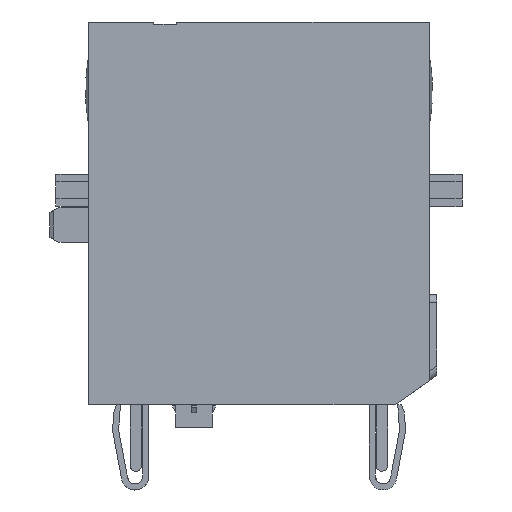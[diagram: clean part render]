
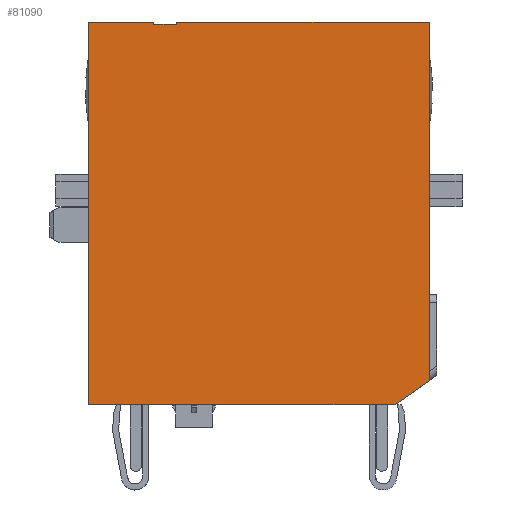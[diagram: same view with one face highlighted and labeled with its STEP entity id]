
A CAD part, left-side view. The second image highlights one B-rep face of the part: STEP entity #81090.
In plain terms, the highlighted face is planar.
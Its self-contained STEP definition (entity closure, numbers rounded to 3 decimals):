
#3990=CARTESIAN_POINT('',(-22.4,99.36,
17.55));
#4000=VERTEX_POINT('',#3990);
#4030=CARTESIAN_POINT('',(-22.4,3.091,
17.55));
#4040=DIRECTION('',(0.,1.,0.));
#4050=VECTOR('',#4040,1.);
#4060=LINE('',#4030,#4050);
#4070=CARTESIAN_POINT('',(-22.4,49.06,
17.55));
#4080=VERTEX_POINT('',#4070);
#4090=EDGE_CURVE('',#4080,#4000,#4060,.T.);
#6080=CARTESIAN_POINT('',(17.886,49.06,
17.55));
#6090=VERTEX_POINT('',#6080);
#6120=CARTESIAN_POINT('',(0.272,36.727,
17.55));
#6130=DIRECTION('',(-0.819,-0.574,
0.));
#6140=VECTOR('',#6130,1.);
#6150=LINE('',#6120,#6140);
#6160=CARTESIAN_POINT('',(22.4,52.221,
17.55));
#6170=VERTEX_POINT('',#6160);
#6180=EDGE_CURVE('',#6170,#6090,#6150,.T.);
#10740=CARTESIAN_POINT('',(22.4,3.091,
17.55));
#10750=DIRECTION('',(0.,-1.,0.));
#10760=VECTOR('',#10750,1.);
#10770=LINE('',#10740,#10760);
#10780=CARTESIAN_POINT('',(22.4,99.36,
17.55));
#10790=VERTEX_POINT('',#10780);
#10800=EDGE_CURVE('',#10790,#6170,#10770,.T.);
#18330=CARTESIAN_POINT('',(0.272,49.06,
17.55));
#18340=DIRECTION('',(-1.,0.,
0.));
#18350=VECTOR('',#18340,1.);
#18360=LINE('',#18330,#18350);
#18370=EDGE_CURVE('',#6090,#4080,#18360,.T.);
#79060=CARTESIAN_POINT('',(-10.85,99.36,
17.55));
#79070=VERTEX_POINT('',#79060);
#79100=CARTESIAN_POINT('',(-10.85,3.091,
17.55));
#79110=DIRECTION('',(0.,1.,0.));
#79120=VECTOR('',#79110,1.);
#79130=LINE('',#79100,#79120);
#79140=CARTESIAN_POINT('',(-10.85,99.06,
17.55));
#79150=VERTEX_POINT('',#79140);
#79160=EDGE_CURVE('',#79150,#79070,#79130,.T.);
#79520=CARTESIAN_POINT('',(-13.85,99.06,
17.55));
#79530=VERTEX_POINT('',#79520);
#79560=CARTESIAN_POINT('',(-13.85,3.091,
17.55));
#79570=DIRECTION('',(0.,-1.,0.));
#79580=VECTOR('',#79570,1.);
#79590=LINE('',#79560,#79580);
#79600=CARTESIAN_POINT('',(-13.85,99.36,
17.55));
#79610=VERTEX_POINT('',#79600);
#79620=EDGE_CURVE('',#79610,#79530,#79590,.T.);
#79870=CARTESIAN_POINT('',(0.272,99.36,
17.55));
#79880=DIRECTION('',(1.,0.,
0.));
#79890=VECTOR('',#79880,1.);
#79900=LINE('',#79870,#79890);
#79910=EDGE_CURVE('',#4000,#79610,#79900,.T.);
#80830=CARTESIAN_POINT('',(0.,70.91,
17.55));
#80840=DIRECTION('',(0.,0.,
-1.));
#80850=DIRECTION('',(-1.,0.,
0.));
#80860=AXIS2_PLACEMENT_3D('',#80830,#80840,#80850);
#80870=PLANE('',#80860);
#80880=ORIENTED_EDGE('',*,*,#6180,.F.);
#80890=ORIENTED_EDGE('',*,*,#18370,.F.);
#80900=ORIENTED_EDGE('',*,*,#4090,.F.);
#80910=ORIENTED_EDGE('',*,*,#79910,.F.);
#80920=ORIENTED_EDGE('',*,*,#79620,.F.);
#80930=CARTESIAN_POINT('',(0.272,99.06,
17.55));
#80940=DIRECTION('',(1.,0.,
0.));
#80950=VECTOR('',#80940,1.);
#80960=LINE('',#80930,#80950);
#80970=EDGE_CURVE('',#79530,#79150,#80960,.T.);
#80980=ORIENTED_EDGE('',*,*,#80970,.F.);
#80990=ORIENTED_EDGE('',*,*,#79160,.F.);
#81000=CARTESIAN_POINT('',(0.272,99.36,
17.55));
#81010=DIRECTION('',(1.,0.,
0.));
#81020=VECTOR('',#81010,1.);
#81030=LINE('',#81000,#81020);
#81040=EDGE_CURVE('',#79070,#10790,#81030,.T.);
#81050=ORIENTED_EDGE('',*,*,#81040,.F.);
#81060=ORIENTED_EDGE('',*,*,#10800,.F.);
#81070=EDGE_LOOP('',(#81060,#81050,#80990,#80980,#80920,#80910,#80900,
#80890,#80880));
#81080=FACE_OUTER_BOUND('',#81070,.T.);
#81090=ADVANCED_FACE('',(#81080),#80870,.F.);
